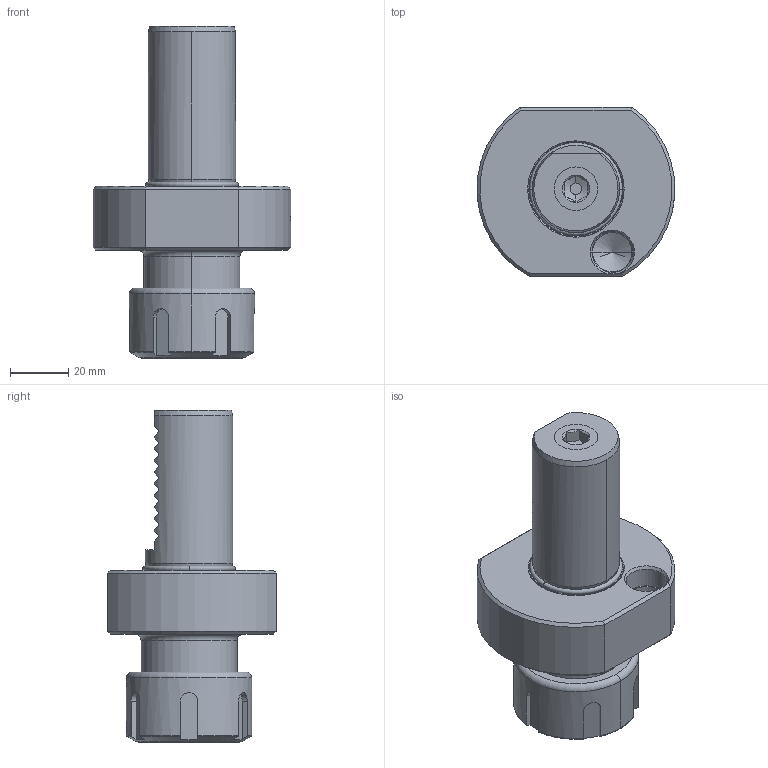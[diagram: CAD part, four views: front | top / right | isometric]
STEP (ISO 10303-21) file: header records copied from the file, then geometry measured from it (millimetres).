
FILE_DESCRIPTION((''),'2;1');
FILE_NAME('309_01_16','2020-12-03T',('101107'),(''),'CREO PARAMETRIC BY PTC INC, 2016260','CREO PARAMETRIC BY PTC INC, 2016260','');
FILE_SCHEMA(('CONFIG_CONTROL_DESIGN'));
Length unit declared in the file: millimetre
Products named in the file (1): 309_01_16
Bounding box: 67.95 x 58 x 114 mm (x, y, z)
Volume: 121105.7 mm3; surface area: 32466.6 mm2
Topology: 1 solids, 4 shells, 293 faces, 708 edges, 430 vertices
Faces by surface type: plane 98, cone 87, cylinder 68, torus 36, sphere 4
Entity records: 9129 total; most frequent: CARTESIAN_POINT 2398, DIRECTION 1402, ORIENTED_EDGE 1400, EDGE_CURVE 700, AXIS2_PLACEMENT_3D 569, VERTEX_POINT 430, EDGE_LOOP 314, FACE_OUTER_BOUND 293
